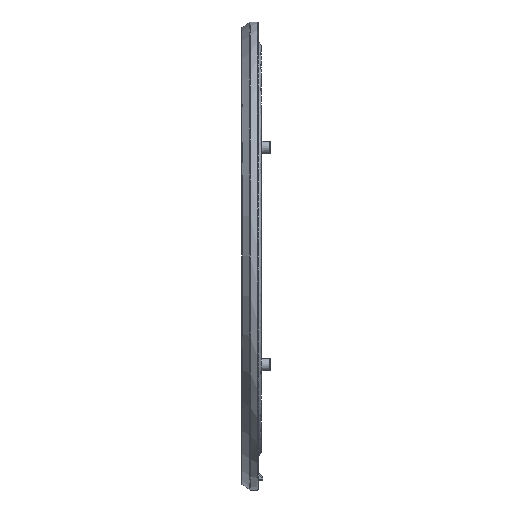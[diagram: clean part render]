
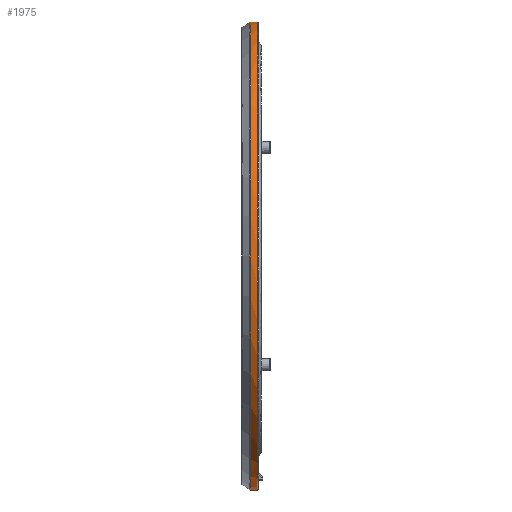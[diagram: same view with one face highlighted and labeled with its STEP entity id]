
A CAD part, left-side view. The second image highlights one B-rep face of the part: STEP entity #1975.
In plain terms, the highlighted cylindrical face has radius 203.2 mm (diameter 406.4 mm), a partial arc.
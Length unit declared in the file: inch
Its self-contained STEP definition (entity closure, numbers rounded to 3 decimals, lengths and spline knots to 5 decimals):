
#65 = ORIENTED_EDGE ( 'NONE', *, *, #10075, .T. ) ;
#268 = CARTESIAN_POINT ( 'NONE',  ( 0., 0.01841, 8. ) ) ;
#436 = AXIS2_PLACEMENT_3D ( 'NONE', #7541, #847, #4128 ) ;
#608 = CARTESIAN_POINT ( 'NONE',  ( -7.74413, 0.01841, -2.07426 ) ) ;
#655 = CARTESIAN_POINT ( 'NONE',  ( -5.28661, 0.01841, 6.02709 ) ) ;
#817 = EDGE_LOOP ( 'NONE', ( #10643, #65, #14069, #10659 ) ) ;
#847 = DIRECTION ( 'NONE',  ( 0., 1., 0. ) ) ;
#1449 = CARTESIAN_POINT ( 'NONE',  ( 0., 0.26662, 8. ) ) ;
#1642 = CARTESIAN_POINT ( 'NONE',  ( -2.07426, 0.01841, -7.74413 ) ) ;
#1734 = CARTESIAN_POINT ( 'NONE',  ( -7.19066, 0.01841, -3.54521 ) ) ;
#1827 = CARTESIAN_POINT ( 'NONE',  ( -6.36086, 0.01841, -4.87992 ) ) ;
#1975 = ADVANCED_FACE ( 'NONE', ( #5748 ), #2761, .T. ) ;
#2458 = CARTESIAN_POINT ( 'NONE',  ( 0., 0.01841, -8. ) ) ;
#2616 = DIRECTION ( 'NONE',  ( 0., 0., -1. ) ) ;
#2709 = CARTESIAN_POINT ( 'NONE',  ( 0., 0.26662, 0. ) ) ;
#2750 = CARTESIAN_POINT ( 'NONE',  ( -6.94265, 0.01841, 4.00921 ) ) ;
#2761 = CYLINDRICAL_SURFACE ( 'NONE', #436, 8. ) ;
#2799 = CARTESIAN_POINT ( 'NONE',  ( 0., 0.01841, -8. ) ) ;
#2896 = CARTESIAN_POINT ( 'NONE',  ( -0.5236, 0.01841, -8. ) ) ;
#3082 = CARTESIAN_POINT ( 'NONE',  ( 0., 0.01841, 8. ) ) ;
#3176 = CARTESIAN_POINT ( 'NONE',  ( -3.54521, 0.01841, 7.19066 ) ) ;
#3273 = EDGE_CURVE ( 'NONE', #12190, #11995, #11990, .T. ) ;
#3327 = DIRECTION ( 'NONE',  ( 0., 1., 0. ) ) ;
#3883 = CARTESIAN_POINT ( 'NONE',  ( -4.87992, 0.01841, 6.36086 ) ) ;
#3974 = CARTESIAN_POINT ( 'NONE',  ( -8., 0.01841, 0.5236 ) ) ;
#4128 = DIRECTION ( 'NONE',  ( 0., 0., 1. ) ) ;
#4321 = DIRECTION ( 'NONE',  ( 0., 1., 0. ) ) ;
#4768 = VECTOR ( 'NONE', #4321, 39.37008 ) ;
#4822 = VERTEX_POINT ( 'NONE', #2458 ) ;
#5101 = CARTESIAN_POINT ( 'NONE',  ( -7.19066, 0.01841, 3.54521 ) ) ;
#5501 = VERTEX_POINT ( 'NONE', #12201 ) ;
#5748 = FACE_OUTER_BOUND ( 'NONE', #817, .T. ) ;
#6087 = CARTESIAN_POINT ( 'NONE',  ( -7.94843, 0.01841, 1.04718 ) ) ;
#6175 = CARTESIAN_POINT ( 'NONE',  ( -6.02709, 0.01841, -5.28661 ) ) ;
#6366 = CARTESIAN_POINT ( 'NONE',  ( -2.07426, 0.01841, 7.74413 ) ) ;
#7295 = CARTESIAN_POINT ( 'NONE',  ( -7.59141, 0.01841, -2.57773 ) ) ;
#7345 = CARTESIAN_POINT ( 'NONE',  ( -4.00921, 0.01841, -6.94265 ) ) ;
#7393 = CARTESIAN_POINT ( 'NONE',  ( -4.87992, 0.01841, -6.36086 ) ) ;
#7541 = CARTESIAN_POINT ( 'NONE',  ( 0., 0.075, 0. ) ) ;
#8086 = CIRCLE ( 'NONE', #13579, 8. ) ;
#8514 = CARTESIAN_POINT ( 'NONE',  ( -5.28661, 0.01841, -6.02709 ) ) ;
#8700 = CARTESIAN_POINT ( 'NONE',  ( -0.5236, 0.01841, 8. ) ) ;
#9434 = CARTESIAN_POINT ( 'NONE',  ( -7.59141, 0.01841, 2.57773 ) ) ;
#9524 = CARTESIAN_POINT ( 'NONE',  ( -8., 0.01841, -0.5236 ) ) ;
#9623 = CARTESIAN_POINT ( 'NONE',  ( -6.94265, 0.01841, -4.00921 ) ) ;
#9759 = CARTESIAN_POINT ( 'NONE',  ( -2.57773, 0.01841, 7.59141 ) ) ;
#9799 = EDGE_CURVE ( 'NONE', #11995, #5501, #8086, .T. ) ;
#10050 = CARTESIAN_POINT ( 'NONE',  ( 0., 0.075, 8. ) ) ;
#10075 = EDGE_CURVE ( 'NONE', #4822, #12190, #10560, .T. ) ;
#10507 = DIRECTION ( 'NONE',  ( 0., -1., 0. ) ) ;
#10553 = CARTESIAN_POINT ( 'NONE',  ( -6.36086, 0.01841, 4.87992 ) ) ;
#10560 = B_SPLINE_CURVE_WITH_KNOTS ( 'NONE', 3,
 ( #2799, #2896, #12813, #1642, #12909, #10593, #7345, #7393, #8514, #6175, #1827, #9623, #1734, #7295, #608, #13826, #9524, #3974, #6087, #11757, #9434, #5101, #2750, #10553, #12860, #655, #3883, #11664, #3176, #9759, #6366, #13137, #8700, #3082 ),
 .UNSPECIFIED., .F., .F.,
 ( 4, 2, 2, 2, 2, 2, 2, 2, 2, 2, 2, 2, 2, 2, 2, 2, 4 ),
 ( 0., 0.03125, 0.0625, 0.09375, 0.125, 0.15625, 0.1875, 0.21875, 0.25, 0.28125, 0.3125, 0.34375, 0.375, 0.40625, 0.4375, 0.46875, 0.5 ),
 .UNSPECIFIED. ) ;
#10593 = CARTESIAN_POINT ( 'NONE',  ( -3.54521, 0.01841, -7.19066 ) ) ;
#10643 = ORIENTED_EDGE ( 'NONE', *, *, #11611, .F. ) ;
#10659 = ORIENTED_EDGE ( 'NONE', *, *, #9799, .T. ) ;
#11611 = EDGE_CURVE ( 'NONE', #4822, #5501, #13616, .T. ) ;
#11664 = CARTESIAN_POINT ( 'NONE',  ( -4.00921, 0.01841, 6.94265 ) ) ;
#11757 = CARTESIAN_POINT ( 'NONE',  ( -7.74413, 0.01841, 2.07426 ) ) ;
#11990 = LINE ( 'NONE', #10050, #12681 ) ;
#11995 = VERTEX_POINT ( 'NONE', #1449 ) ;
#12190 = VERTEX_POINT ( 'NONE', #268 ) ;
#12201 = CARTESIAN_POINT ( 'NONE',  ( 0., 0.26662, -8. ) ) ;
#12681 = VECTOR ( 'NONE', #3327, 39.37008 ) ;
#12813 = CARTESIAN_POINT ( 'NONE',  ( -1.04718, 0.01841, -7.94843 ) ) ;
#12860 = CARTESIAN_POINT ( 'NONE',  ( -6.02709, 0.01841, 5.28661 ) ) ;
#12909 = CARTESIAN_POINT ( 'NONE',  ( -2.57773, 0.01841, -7.59141 ) ) ;
#13137 = CARTESIAN_POINT ( 'NONE',  ( -1.04718, 0.01841, 7.94843 ) ) ;
#13253 = CARTESIAN_POINT ( 'NONE',  ( 0., 0.075, -8. ) ) ;
#13579 = AXIS2_PLACEMENT_3D ( 'NONE', #2709, #10507, #2616 ) ;
#13616 = LINE ( 'NONE', #13253, #4768 ) ;
#13826 = CARTESIAN_POINT ( 'NONE',  ( -7.94843, 0.01841, -1.04718 ) ) ;
#14069 = ORIENTED_EDGE ( 'NONE', *, *, #3273, .T. ) ;
